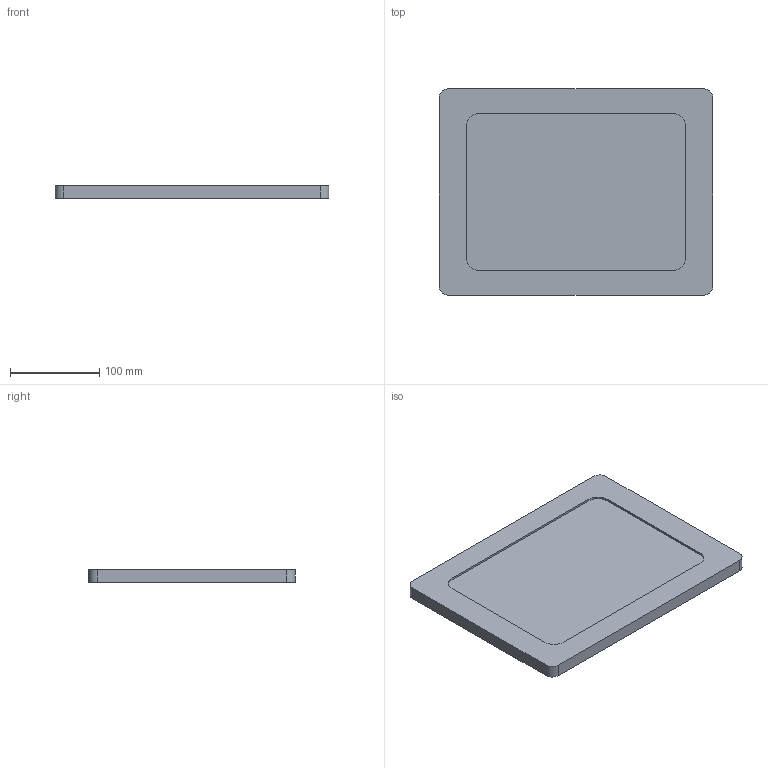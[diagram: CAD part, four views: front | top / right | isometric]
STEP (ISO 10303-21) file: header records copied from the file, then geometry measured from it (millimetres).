
FILE_DESCRIPTION(/* description */ (''),/* implementation_level */ '2;1');
FILE_NAME(/* name */ 'vb_owl_ipad10g.stp',/* time_stamp */ '2025-05-16T13:22:05-04:00',/* author */ ('NickC'),/* organization */ (''),/* preprocessor_version */ 'ST-DEVELOPER v20.1',/* originating_system */ 'Autodesk Inventor 2026',/* authorisation */ '');
FILE_SCHEMA (('AUTOMOTIVE_DESIGN { 1 0 10303 214 3 1 1 }'));
Length unit declared in the file: inch
Products named in the file (1): vb_owl_ipad10g
Bounding box: 305.78 x 230.31 x 14.45 mm (x, y, z)
Volume: 779452.6 mm3; surface area: 167514.2 mm2
Topology: 1 solids, 3 shells, 65 faces, 150 edges, 100 vertices
Faces by surface type: plane 37, cylinder 28
Full cylindrical faces by diameter (mm): 4.978 x4, 8.89 x4
Entity records: 1901 total; most frequent: DIRECTION 338, CARTESIAN_POINT 316, ORIENTED_EDGE 300, EDGE_CURVE 150, AXIS2_PLACEMENT_3D 122, VERTEX_POINT 100, LINE 94, VECTOR 94
